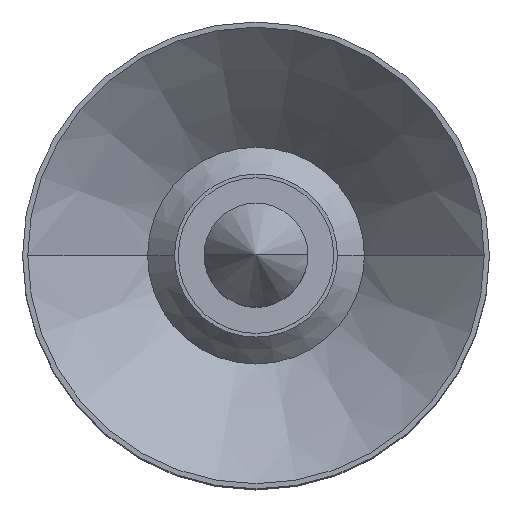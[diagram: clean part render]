
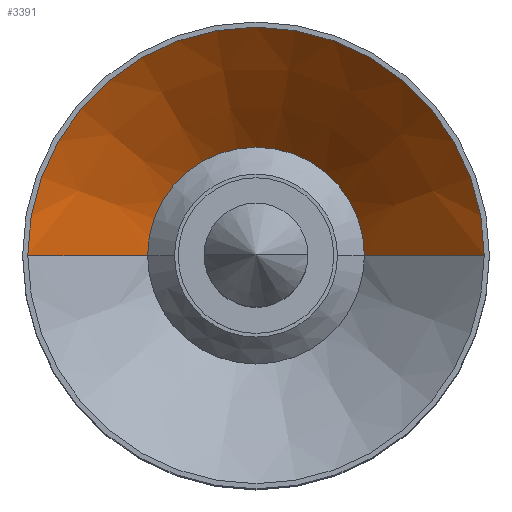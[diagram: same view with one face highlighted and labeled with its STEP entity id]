
A CAD part, top view. The second image highlights one B-rep face of the part: STEP entity #3391.
In plain terms, the highlighted conical face has half-angle 45 degrees and reference radius 2.2 mm.
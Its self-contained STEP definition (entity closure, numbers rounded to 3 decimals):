
#1176 = AXIS2_PLACEMENT_3D ( 'NONE', #5999, #5998, #5995 ) ;
#1231 = AXIS2_PLACEMENT_3D ( 'NONE', #7898, #7899, #7900 ) ;
#1258 = AXIS2_PLACEMENT_3D ( 'NONE', #7901, #7902, #7903 ) ;
#1573 = VERTEX_POINT ( 'NONE', #3470 ) ;
#1583 = VERTEX_POINT ( 'NONE', #3480 ) ;
#1587 = VERTEX_POINT ( 'NONE', #3484 ) ;
#1588 = VERTEX_POINT ( 'NONE', #3485 ) ;
#1754 = ORIENTED_EDGE ( 'NONE', *, *, #8177, .F. ) ;
#1755 = ORIENTED_EDGE ( 'NONE', *, *, #8047, .F. ) ;
#1756 = ORIENTED_EDGE ( 'NONE', *, *, #8175, .T. ) ;
#3391 = ADVANCED_FACE ( 'NONE', ( #5326 ), #5337, .F. ) ;
#3470 = CARTESIAN_POINT ( 'NONE',  ( 1.045, 0., 4.045 ) ) ;
#3480 = CARTESIAN_POINT ( 'NONE',  ( -1.045, 0., 4.045 ) ) ;
#3484 = CARTESIAN_POINT ( 'NONE',  ( -2.2, 0., 5.2 ) ) ;
#3485 = CARTESIAN_POINT ( 'NONE',  ( 2.2, 0., 5.2 ) ) ;
#3689 = DIRECTION ( 'NONE',  ( 0.707, 0., 0.707 ) ) ;
#3694 = CARTESIAN_POINT ( 'NONE',  ( 2.2, 0., 5.2 ) ) ;
#3696 = DIRECTION ( 'NONE',  ( -0.707, 0., 0.707 ) ) ;
#3702 = CARTESIAN_POINT ( 'NONE',  ( -2.2, 0., 5.2 ) ) ;
#5326 = FACE_OUTER_BOUND ( 'NONE', #7824, .T. ) ;
#5337 = CONICAL_SURFACE ( 'NONE', #1176, 2.2, 0.785 ) ;
#5485 = CIRCLE ( 'NONE', #1258, 1.045 ) ;
#5491 = CIRCLE ( 'NONE', #1231, 2.2 ) ;
#5633 = LINE ( 'NONE', #3702, #5640 ) ;
#5635 = LINE ( 'NONE', #3694, #5637 ) ;
#5637 = VECTOR ( 'NONE', #3689, 1000. ) ;
#5640 = VECTOR ( 'NONE', #3696, 1000. ) ;
#5995 = DIRECTION ( 'NONE',  ( 1., 0., 0. ) ) ;
#5998 = DIRECTION ( 'NONE',  ( 0., 0., 1. ) ) ;
#5999 = CARTESIAN_POINT ( 'NONE',  ( 0., 0., 5.2 ) ) ;
#7047 = ORIENTED_EDGE ( 'NONE', *, *, #8046, .T. ) ;
#7824 = EDGE_LOOP ( 'NONE', ( #1754, #1755, #1756, #7047 ) ) ;
#7898 = CARTESIAN_POINT ( 'NONE',  ( 0., 0., 5.2 ) ) ;
#7899 = DIRECTION ( 'NONE',  ( 0., 0., 1. ) ) ;
#7900 = DIRECTION ( 'NONE',  ( 1., 0., 0. ) ) ;
#7901 = CARTESIAN_POINT ( 'NONE',  ( 0., 0., 4.045 ) ) ;
#7902 = DIRECTION ( 'NONE',  ( 0., 0., 1. ) ) ;
#7903 = DIRECTION ( 'NONE',  ( 1., 0., 0. ) ) ;
#8046 = EDGE_CURVE ( 'NONE', #1588, #1587, #5491, .T. ) ;
#8047 = EDGE_CURVE ( 'NONE', #1573, #1583, #5485, .T. ) ;
#8175 = EDGE_CURVE ( 'NONE', #1573, #1588, #5635, .T. ) ;
#8177 = EDGE_CURVE ( 'NONE', #1583, #1587, #5633, .T. ) ;
